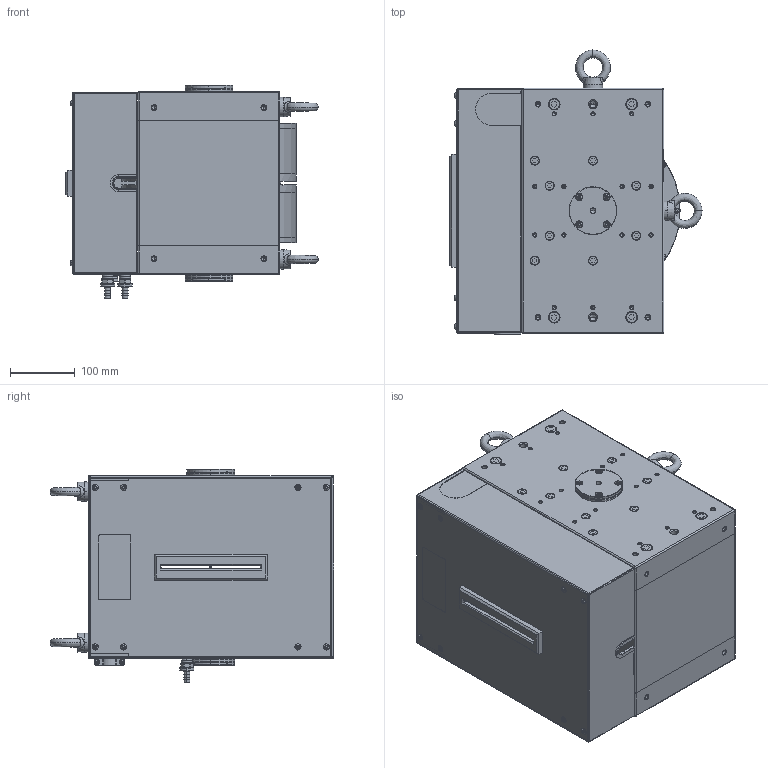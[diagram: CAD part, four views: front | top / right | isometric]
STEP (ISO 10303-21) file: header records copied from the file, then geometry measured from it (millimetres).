
FILE_DESCRIPTION (( 'STEP AP203' ), '1' );
FILE_NAME ('GMW_5404_B_High_Field_Electromagnet_20171221.STEP', '2017-12-21T04:05:40', ( '' ), ( '' ), 'SwSTEP 2.0', 'SolidWorks 2016', '' );
FILE_SCHEMA (( 'CONFIG_CONTROL_DESIGN' ));
Length unit declared in the file: millimetre
Products named in the file (1): GMW_5404_B_High_Field_Electromagnet_20171221
Bounding box: 390.5 x 439.75 x 331.26 mm (x, y, z)
Volume: 23041770.2 mm3; surface area: 1684228.4 mm2
Topology: 50 solids, 50 shells, 2715 faces, 6200 edges, 3803 vertices
Faces by surface type: plane 1227, cylinder 739, cone 528, bspline 90, torus 69, sphere 62
Entity records: 86725 total; most frequent: CARTESIAN_POINT 25575, DIRECTION 13048, ORIENTED_EDGE 12156, EDGE_CURVE 6078, AXIS2_PLACEMENT_3D 4824, VERTEX_POINT 3803, VECTOR 3400, LINE 3400
